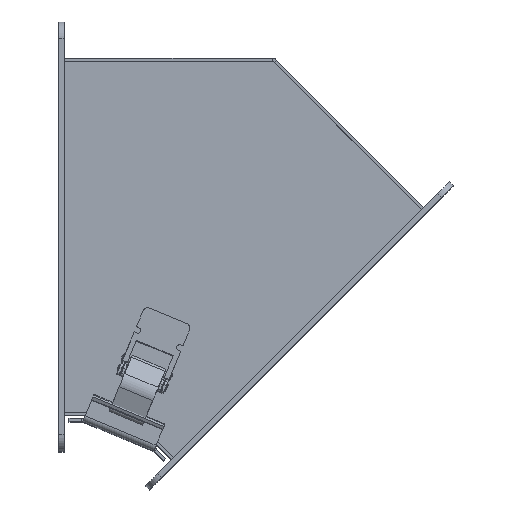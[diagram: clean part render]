
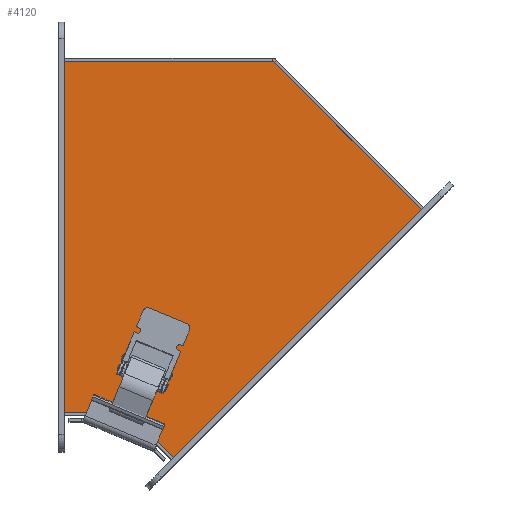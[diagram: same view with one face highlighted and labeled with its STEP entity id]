
A CAD part, top view. The second image highlights one B-rep face of the part: STEP entity #4120.
In plain terms, the highlighted planar face has unit normal (0, 0, 1).
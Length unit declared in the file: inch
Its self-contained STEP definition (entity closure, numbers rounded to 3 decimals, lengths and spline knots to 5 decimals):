
#413=FACE_OUTER_BOUND('',#655,.T.);
#655=EDGE_LOOP('',(#2727,#2728,#2729,#2730,#2731,#2732));
#943=LINE('',#6048,#1355);
#947=LINE('',#6056,#1359);
#950=LINE('',#6062,#1362);
#953=LINE('',#6068,#1365);
#956=LINE('',#6074,#1368);
#959=LINE('',#6079,#1371);
#1355=VECTOR('',#4794,4.8149);
#1359=VECTOR('',#4800,7.852);
#1362=VECTOR('',#4805,1.5625);
#1365=VECTOR('',#4810,1.5625);
#1368=VECTOR('',#4815,7.852);
#1371=VECTOR('',#4820,4.8149);
#1767=VERTEX_POINT('',#6046);
#1768=VERTEX_POINT('',#6047);
#1771=VERTEX_POINT('',#6055);
#1773=VERTEX_POINT('',#6061);
#1775=VERTEX_POINT('',#6067);
#1777=VERTEX_POINT('',#6073);
#2139=EDGE_CURVE('',#1767,#1768,#943,.T.);
#2143=EDGE_CURVE('',#1768,#1771,#947,.T.);
#2146=EDGE_CURVE('',#1771,#1773,#950,.T.);
#2149=EDGE_CURVE('',#1773,#1775,#953,.T.);
#2152=EDGE_CURVE('',#1775,#1777,#956,.T.);
#2155=EDGE_CURVE('',#1777,#1767,#959,.T.);
#2727=ORIENTED_EDGE('',*,*,#2139,.F.);
#2728=ORIENTED_EDGE('',*,*,#2155,.F.);
#2729=ORIENTED_EDGE('',*,*,#2152,.F.);
#2730=ORIENTED_EDGE('',*,*,#2149,.F.);
#2731=ORIENTED_EDGE('',*,*,#2146,.F.);
#2732=ORIENTED_EDGE('',*,*,#2143,.F.);
#3837=PLANE('',#4376);
#4120=ADVANCED_FACE('',(#413),#3837,.T.);
#4376=AXIS2_PLACEMENT_3D('',#6081,#4822,#4823);
#4794=DIRECTION('',(0.707,-0.707,0.));
#4800=DIRECTION('',(-0.707,-0.707,0.));
#4805=DIRECTION('',(-0.707,0.707,0.));
#4810=DIRECTION('',(-1.,0.,0.));
#4815=DIRECTION('',(0.,1.,0.));
#4820=DIRECTION('',(1.,0.,0.));
#4822=DIRECTION('center_axis',(0.,0.,1.));
#4823=DIRECTION('ref_axis',(1.,0.,0.));
#6046=CARTESIAN_POINT('',(4.8149,0.,0.074));
#6047=CARTESIAN_POINT('',(8.21956,-3.40465,0.074));
#6048=CARTESIAN_POINT('',(4.8149,0.,0.074));
#6055=CARTESIAN_POINT('',(2.66735,-8.95685,0.074));
#6056=CARTESIAN_POINT('',(8.21956,-3.40465,0.074));
#6061=CARTESIAN_POINT('',(1.5625,-7.852,0.074));
#6062=CARTESIAN_POINT('',(2.66735,-8.95685,0.074));
#6067=CARTESIAN_POINT('',(0.,-7.852,0.074));
#6068=CARTESIAN_POINT('',(1.5625,-7.852,0.074));
#6073=CARTESIAN_POINT('',(0.,0.,0.074));
#6074=CARTESIAN_POINT('',(0.,-7.852,0.074));
#6079=CARTESIAN_POINT('',(0.,0.,0.074));
#6081=CARTESIAN_POINT('Origin',(3.17086,-3.96908,0.074));
